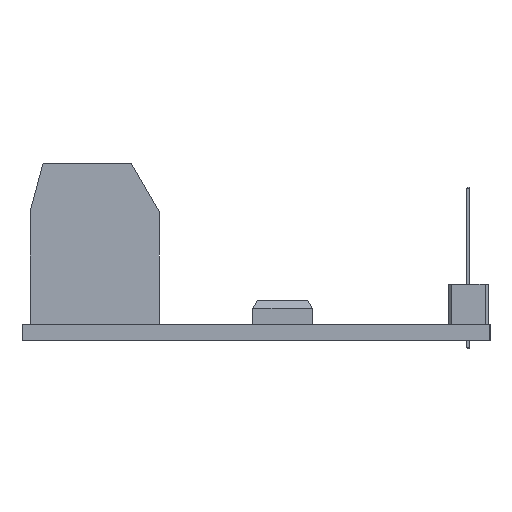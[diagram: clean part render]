
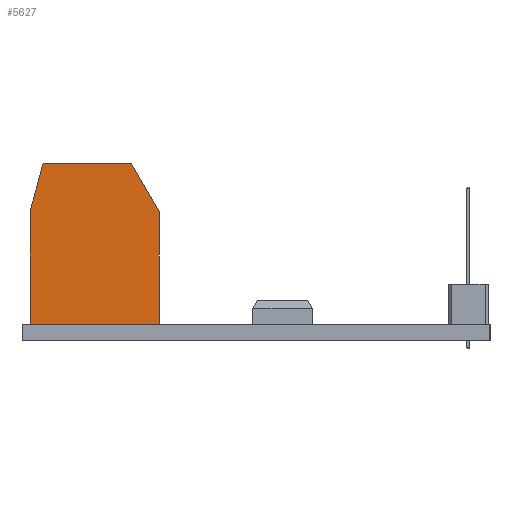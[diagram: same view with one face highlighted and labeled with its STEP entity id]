
A CAD part, front view. The second image highlights one B-rep face of the part: STEP entity #5627.
In plain terms, the highlighted face is planar.
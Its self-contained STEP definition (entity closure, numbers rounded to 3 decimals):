
#242=FACE_OUTER_BOUND('',#563,.T.);
#563=EDGE_LOOP('',(#4056,#4057,#4058,#4059,#4060,#4061));
#1018=LINE('',#8264,#1734);
#1022=LINE('',#8271,#1738);
#1027=LINE('',#8282,#1743);
#1029=LINE('',#8286,#1745);
#1030=LINE('',#8288,#1746);
#1031=LINE('',#8289,#1747);
#1734=VECTOR('',#6766,10.);
#1738=VECTOR('',#6772,10.);
#1743=VECTOR('',#6781,10.);
#1745=VECTOR('',#6785,10.);
#1746=VECTOR('',#6786,10.);
#1747=VECTOR('',#6787,10.);
#2404=VERTEX_POINT('',#8261);
#2405=VERTEX_POINT('',#8263);
#2407=VERTEX_POINT('',#8269);
#2411=VERTEX_POINT('',#8281);
#2412=VERTEX_POINT('',#8285);
#2413=VERTEX_POINT('',#8287);
#2994=EDGE_CURVE('',#2404,#2405,#1018,.T.);
#2998=EDGE_CURVE('',#2407,#2404,#1022,.T.);
#3003=EDGE_CURVE('',#2411,#2407,#1027,.T.);
#3005=EDGE_CURVE('',#2412,#2411,#1029,.T.);
#3006=EDGE_CURVE('',#2413,#2412,#1030,.T.);
#3007=EDGE_CURVE('',#2413,#2405,#1031,.T.);
#4056=ORIENTED_EDGE('',*,*,#2994,.F.);
#4057=ORIENTED_EDGE('',*,*,#2998,.F.);
#4058=ORIENTED_EDGE('',*,*,#3003,.F.);
#4059=ORIENTED_EDGE('',*,*,#3005,.F.);
#4060=ORIENTED_EDGE('',*,*,#3006,.F.);
#4061=ORIENTED_EDGE('',*,*,#3007,.T.);
#5161=PLANE('',#6009);
#5627=ADVANCED_FACE('',(#242),#5161,.T.);
#6009=AXIS2_PLACEMENT_3D('',#8284,#6783,#6784);
#6766=DIRECTION('',(0.5,-0.866,0.));
#6772=DIRECTION('',(1.,0.,0.));
#6781=DIRECTION('',(0.259,0.966,0.));
#6783=DIRECTION('center_axis',(0.,0.,1.));
#6784=DIRECTION('ref_axis',(1.,0.,0.));
#6785=DIRECTION('',(0.,1.,0.));
#6786=DIRECTION('',(-1.,0.,0.));
#6787=DIRECTION('',(0.,1.,0.));
#8261=CARTESIAN_POINT('',(-7.732,11.,11.));
#8263=CARTESIAN_POINT('',(-6.,8.,11.));
#8264=CARTESIAN_POINT('',(-5.917,7.857,11.));
#8269=CARTESIAN_POINT('',(-13.196,11.,11.));
#8271=CARTESIAN_POINT('',(-14.,11.,11.));
#8281=CARTESIAN_POINT('',(-14.,8.,11.));
#8282=CARTESIAN_POINT('',(-14.674,5.484,11.));
#8284=CARTESIAN_POINT('Origin',(-14.,1.,11.));
#8285=CARTESIAN_POINT('',(-14.,1.,11.));
#8286=CARTESIAN_POINT('',(-14.,1.,11.));
#8287=CARTESIAN_POINT('',(-6.,1.,11.));
#8288=CARTESIAN_POINT('',(-7.,1.,11.));
#8289=CARTESIAN_POINT('',(-6.,1.,11.));
